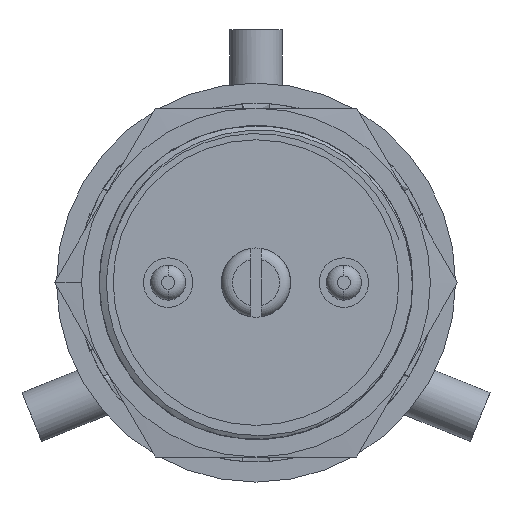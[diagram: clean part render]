
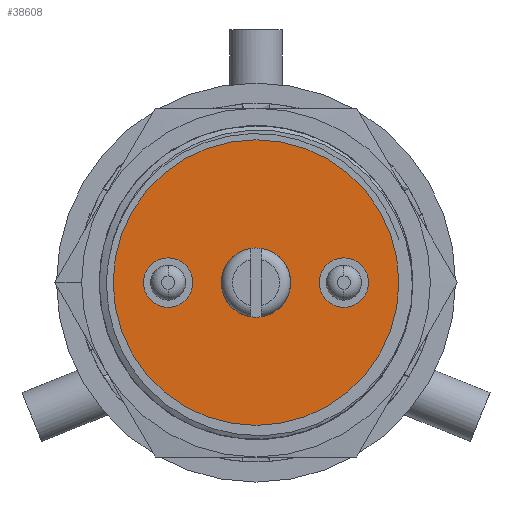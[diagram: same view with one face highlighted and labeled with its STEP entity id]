
A CAD part, front view. The second image highlights one B-rep face of the part: STEP entity #38608.
In plain terms, the highlighted planar face has unit normal (0, -1, 0).
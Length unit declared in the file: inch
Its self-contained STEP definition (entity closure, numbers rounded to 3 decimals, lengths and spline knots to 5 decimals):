
#493 = CARTESIAN_POINT ( 'NONE',  ( 0.31496, -0.51181, -0.08858 ) ) ;
#579 = AXIS2_PLACEMENT_3D ( 'NONE', #17392, #50980, #22254 ) ;
#1511 = ORIENTED_EDGE ( 'NONE', *, *, #48619, .T. ) ;
#1521 = VERTEX_POINT ( 'NONE', #26215 ) ;
#1856 = VERTEX_POINT ( 'NONE', #5017 ) ;
#2926 = VERTEX_POINT ( 'NONE', #19824 ) ;
#3532 = ORIENTED_EDGE ( 'NONE', *, *, #17260, .T. ) ;
#4690 = DIRECTION ( 'NONE',  ( 0., -1., 0. ) ) ;
#5017 = CARTESIAN_POINT ( 'NONE',  ( 0., -0.51181, -0.51181 ) ) ;
#8671 = EDGE_CURVE ( 'NONE', #1521, #25894, #23899, .T. ) ;
#10971 = AXIS2_PLACEMENT_3D ( 'NONE', #33489, #4690, #38329 ) ;
#11113 = CARTESIAN_POINT ( 'NONE',  ( -0.31496, -0.51181, -0.08858 ) ) ;
#14460 = CIRCLE ( 'NONE', #24681, 0.51181 ) ;
#14801 = ORIENTED_EDGE ( 'NONE', *, *, #49248, .F. ) ;
#17260 = EDGE_CURVE ( 'NONE', #1856, #36952, #24579, .T. ) ;
#17263 = CARTESIAN_POINT ( 'NONE',  ( 0., -0.51181, 0. ) ) ;
#17392 = CARTESIAN_POINT ( 'NONE',  ( -0.31496, -0.51181, 0. ) ) ;
#18961 = CARTESIAN_POINT ( 'NONE',  ( 0., -0.51181, 0. ) ) ;
#19824 = CARTESIAN_POINT ( 'NONE',  ( 0., -0.51181, -0.12402 ) ) ;
#19846 = DIRECTION ( 'NONE',  ( 0., -1., 0. ) ) ;
#20240 = ORIENTED_EDGE ( 'NONE', *, *, #8671, .F. ) ;
#20452 = FACE_BOUND ( 'NONE', #50886, .T. ) ;
#20688 = EDGE_CURVE ( 'NONE', #25894, #1521, #57755, .T. ) ;
#21294 = ORIENTED_EDGE ( 'NONE', *, *, #27179, .F. ) ;
#22093 = DIRECTION ( 'NONE',  ( 0., 0., -1. ) ) ;
#22186 = CARTESIAN_POINT ( 'NONE',  ( 0.31496, -0.51181, 0. ) ) ;
#22254 = DIRECTION ( 'NONE',  ( 0., 0., -1. ) ) ;
#23345 = CARTESIAN_POINT ( 'NONE',  ( 0., -0.51181, 0. ) ) ;
#23801 = DIRECTION ( 'NONE',  ( 0., 0., -1. ) ) ;
#23899 = CIRCLE ( 'NONE', #10971, 0.08858 ) ;
#23970 = DIRECTION ( 'NONE',  ( 0., -1., 0. ) ) ;
#24198 = AXIS2_PLACEMENT_3D ( 'NONE', #52708, #23970, #57557 ) ;
#24579 = CIRCLE ( 'NONE', #24198, 0.51181 ) ;
#24681 = AXIS2_PLACEMENT_3D ( 'NONE', #28288, #61842, #33109 ) ;
#25064 = AXIS2_PLACEMENT_3D ( 'NONE', #48606, #19846, #53410 ) ;
#25082 = EDGE_CURVE ( 'NONE', #37578, #2926, #52550, .T. ) ;
#25894 = VERTEX_POINT ( 'NONE', #493 ) ;
#26215 = CARTESIAN_POINT ( 'NONE',  ( 0.31496, -0.51181, 0.08858 ) ) ;
#27016 = DIRECTION ( 'NONE',  ( 0., 0., -1. ) ) ;
#27179 = EDGE_CURVE ( 'NONE', #48250, #54450, #57499, .T. ) ;
#27707 = ORIENTED_EDGE ( 'NONE', *, *, #20688, .F. ) ;
#28064 = EDGE_LOOP ( 'NONE', ( #52277, #21294 ) ) ;
#28170 = DIRECTION ( 'NONE',  ( 0., 0., -1. ) ) ;
#28288 = CARTESIAN_POINT ( 'NONE',  ( 0., -0.51181, 0. ) ) ;
#29443 = CIRCLE ( 'NONE', #30787, 0.12402 ) ;
#30787 = AXIS2_PLACEMENT_3D ( 'NONE', #18961, #52546, #23801 ) ;
#31733 = FACE_BOUND ( 'NONE', #28064, .T. ) ;
#33109 = DIRECTION ( 'NONE',  ( 0., 0., -1. ) ) ;
#33202 = ORIENTED_EDGE ( 'NONE', *, *, #25082, .F. ) ;
#33489 = CARTESIAN_POINT ( 'NONE',  ( 0.31496, -0.51181, 0. ) ) ;
#36720 = CARTESIAN_POINT ( 'NONE',  ( -0.31496, -0.51181, 0.08858 ) ) ;
#36935 = AXIS2_PLACEMENT_3D ( 'NONE', #23345, #56926, #28170 ) ;
#36952 = VERTEX_POINT ( 'NONE', #40896 ) ;
#37578 = VERTEX_POINT ( 'NONE', #61005 ) ;
#38329 = DIRECTION ( 'NONE',  ( 0., 0., -1. ) ) ;
#38608 = ADVANCED_FACE ( 'NONE', ( #20452, #44472, #57228, #31733 ), #51666, .T. ) ;
#40368 = EDGE_LOOP ( 'NONE', ( #33202, #14801 ) ) ;
#40896 = CARTESIAN_POINT ( 'NONE',  ( 0., -0.51181, 0.51181 ) ) ;
#43727 = EDGE_CURVE ( 'NONE', #54450, #48250, #62117, .T. ) ;
#44472 = FACE_OUTER_BOUND ( 'NONE', #53915, .T. ) ;
#48250 = VERTEX_POINT ( 'NONE', #11113 ) ;
#48606 = CARTESIAN_POINT ( 'NONE',  ( -0.31496, -0.51181, 0. ) ) ;
#48619 = EDGE_CURVE ( 'NONE', #36952, #1856, #14460, .T. ) ;
#49248 = EDGE_CURVE ( 'NONE', #2926, #37578, #29443, .T. ) ;
#50835 = DIRECTION ( 'NONE',  ( 0., -1., 0. ) ) ;
#50886 = EDGE_LOOP ( 'NONE', ( #20240, #27707 ) ) ;
#50980 = DIRECTION ( 'NONE',  ( 0., -1., 0. ) ) ;
#51504 = AXIS2_PLACEMENT_3D ( 'NONE', #22186, #55763, #27016 ) ;
#51666 = PLANE ( 'NONE',  #36935 ) ;
#52277 = ORIENTED_EDGE ( 'NONE', *, *, #43727, .F. ) ;
#52546 = DIRECTION ( 'NONE',  ( 0., -1., 0. ) ) ;
#52550 = CIRCLE ( 'NONE', #58741, 0.12402 ) ;
#52708 = CARTESIAN_POINT ( 'NONE',  ( 0., -0.51181, 0. ) ) ;
#53410 = DIRECTION ( 'NONE',  ( 0., 0., -1. ) ) ;
#53915 = EDGE_LOOP ( 'NONE', ( #1511, #3532 ) ) ;
#54450 = VERTEX_POINT ( 'NONE', #36720 ) ;
#55763 = DIRECTION ( 'NONE',  ( 0., -1., 0. ) ) ;
#56926 = DIRECTION ( 'NONE',  ( 0., -1., 0. ) ) ;
#57228 = FACE_BOUND ( 'NONE', #40368, .T. ) ;
#57499 = CIRCLE ( 'NONE', #579, 0.08858 ) ;
#57557 = DIRECTION ( 'NONE',  ( 0., 0., -1. ) ) ;
#57755 = CIRCLE ( 'NONE', #51504, 0.08858 ) ;
#58741 = AXIS2_PLACEMENT_3D ( 'NONE', #17263, #50835, #22093 ) ;
#61005 = CARTESIAN_POINT ( 'NONE',  ( 0., -0.51181, 0.12402 ) ) ;
#61842 = DIRECTION ( 'NONE',  ( 0., -1., 0. ) ) ;
#62117 = CIRCLE ( 'NONE', #25064, 0.08858 ) ;
